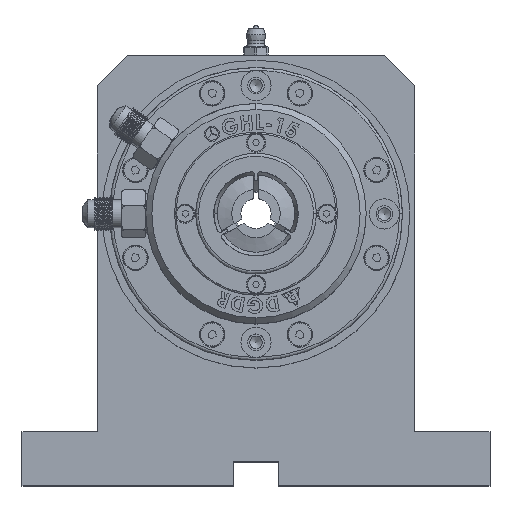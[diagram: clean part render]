
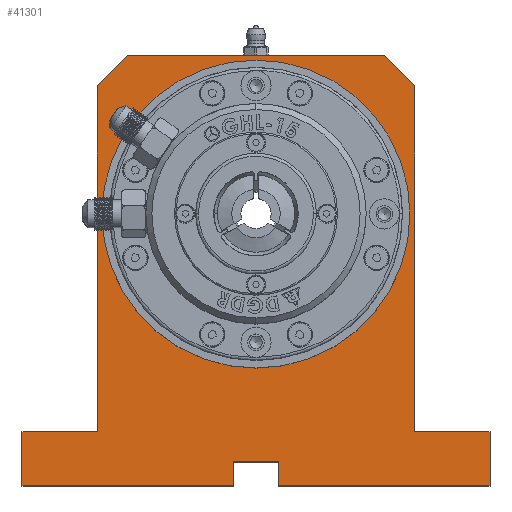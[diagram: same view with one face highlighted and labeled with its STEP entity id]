
A CAD part, top view. The second image highlights one B-rep face of the part: STEP entity #41301.
In plain terms, the highlighted planar face has unit normal (0, 0, 1).
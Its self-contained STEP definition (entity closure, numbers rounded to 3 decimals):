
#1219 = VECTOR ( 'NONE', #36788, 1000. ) ;
#1419 = CARTESIAN_POINT ( 'NONE',  ( 15.984, 80.708, 37.75 ) ) ;
#1656 = DIRECTION ( 'NONE',  ( 0., -1., 0. ) ) ;
#2087 = DIRECTION ( 'NONE',  ( 0., 0., 1. ) ) ;
#2309 = CARTESIAN_POINT ( 'NONE',  ( -114.016, -33.792, 37.75 ) ) ;
#2606 = CARTESIAN_POINT ( 'NONE',  ( -29.016, -43.792, 37.75 ) ) ;
#2614 = LINE ( 'NONE', #57898, #1219 ) ;
#2823 = VERTEX_POINT ( 'NONE', #76338 ) ;
#3043 = VECTOR ( 'NONE', #60898, 1000. ) ;
#3417 = CARTESIAN_POINT ( 'NONE',  ( -36.516, -51.792, 37.75 ) ) ;
#4543 = VERTEX_POINT ( 'NONE', #65466 ) ;
#4810 = CARTESIAN_POINT ( 'NONE',  ( 15.984, 80.708, 37.75 ) ) ;
#5393 = LINE ( 'NONE', #12142, #14311 ) ;
#6642 = EDGE_CURVE ( 'NONE', #60975, #42932, #42711, .T. ) ;
#7359 = ORIENTED_EDGE ( 'NONE', *, *, #70897, .T. ) ;
#9106 = ORIENTED_EDGE ( 'NONE', *, *, #22723, .T. ) ;
#9791 = VERTEX_POINT ( 'NONE', #2309 ) ;
#10411 = ORIENTED_EDGE ( 'NONE', *, *, #62706, .T. ) ;
#10557 = EDGE_CURVE ( 'NONE', #34976, #48634, #63259, .T. ) ;
#10912 = CARTESIAN_POINT ( 'NONE',  ( 40.984, -33.792, 37.75 ) ) ;
#12142 = CARTESIAN_POINT ( 'NONE',  ( -89.016, 80.708, 37.75 ) ) ;
#12189 = EDGE_CURVE ( 'NONE', #33709, #59851, #5393, .T. ) ;
#12524 = CARTESIAN_POINT ( 'NONE',  ( -114.016, -33.792, 37.75 ) ) ;
#14311 = VECTOR ( 'NONE', #39610, 1000. ) ;
#14677 = DIRECTION ( 'NONE',  ( 1., 0., 0. ) ) ;
#14680 = VERTEX_POINT ( 'NONE', #50888 ) ;
#15114 = DIRECTION ( 'NONE',  ( 0., 0., -1. ) ) ;
#15220 = EDGE_CURVE ( 'NONE', #29644, #29644, #41173, .T. ) ;
#15434 = LINE ( 'NONE', #36131, #59203 ) ;
#16428 = DIRECTION ( 'NONE',  ( 1., 0., 0. ) ) ;
#17764 = EDGE_CURVE ( 'NONE', #65057, #54798, #32708, .T. ) ;
#17907 = CARTESIAN_POINT ( 'NONE',  ( 40.984, -33.792, 37.75 ) ) ;
#18215 = VECTOR ( 'NONE', #38047, 1000. ) ;
#18641 = LINE ( 'NONE', #1419, #22352 ) ;
#18933 = EDGE_CURVE ( 'NONE', #2823, #14680, #18641, .T. ) ;
#22352 = VECTOR ( 'NONE', #48684, 1000. ) ;
#22458 = ORIENTED_EDGE ( 'NONE', *, *, #29527, .T. ) ;
#22723 = EDGE_CURVE ( 'NONE', #59851, #9791, #15434, .T. ) ;
#23479 = DIRECTION ( 'NONE',  ( -1., 0., 0. ) ) ;
#25842 = CARTESIAN_POINT ( 'NONE',  ( -79.016, 90.708, 37.75 ) ) ;
#28742 = VECTOR ( 'NONE', #67330, 1000. ) ;
#28809 = EDGE_CURVE ( 'NONE', #14680, #42753, #32144, .T. ) ;
#29203 = CARTESIAN_POINT ( 'NONE',  ( -29.016, -51.792, 37.75 ) ) ;
#29527 = EDGE_CURVE ( 'NONE', #60975, #4543, #46571, .T. ) ;
#29644 = VERTEX_POINT ( 'NONE', #44536 ) ;
#30918 = LINE ( 'NONE', #79935, #67472 ) ;
#31674 = CARTESIAN_POINT ( 'NONE',  ( -29.016, -43.792, 37.75 ) ) ;
#31956 = EDGE_CURVE ( 'NONE', #42627, #48634, #2614, .T. ) ;
#32144 = LINE ( 'NONE', #25842, #85461 ) ;
#32708 = LINE ( 'NONE', #17907, #72525 ) ;
#33111 = ORIENTED_EDGE ( 'NONE', *, *, #10557, .F. ) ;
#33709 = VERTEX_POINT ( 'NONE', #55425 ) ;
#34325 = LINE ( 'NONE', #42009, #73695 ) ;
#34976 = VERTEX_POINT ( 'NONE', #77810 ) ;
#36131 = CARTESIAN_POINT ( 'NONE',  ( -89.016, -33.792, 37.75 ) ) ;
#36713 = PLANE ( 'NONE',  #57803 ) ;
#36788 = DIRECTION ( 'NONE',  ( 1., 0., 0. ) ) ;
#37089 = ORIENTED_EDGE ( 'NONE', *, *, #15220, .T. ) ;
#37179 = FACE_OUTER_BOUND ( 'NONE', #53582, .T. ) ;
#37418 = VECTOR ( 'NONE', #88531, 1000. ) ;
#38047 = DIRECTION ( 'NONE',  ( 0., 1., 0. ) ) ;
#38632 = EDGE_CURVE ( 'NONE', #4543, #65057, #65787, .T. ) ;
#39610 = DIRECTION ( 'NONE',  ( 0., -1., 0. ) ) ;
#40456 = CARTESIAN_POINT ( 'NONE',  ( -114.016, -51.792, 37.75 ) ) ;
#41173 = CIRCLE ( 'NONE', #64101, 45. ) ;
#41301 = ADVANCED_FACE ( 'NONE', ( #43025, #37179 ), #36713, .T. ) ;
#41340 = ORIENTED_EDGE ( 'NONE', *, *, #38632, .T. ) ;
#42009 = CARTESIAN_POINT ( 'NONE',  ( -44.016, -43.792, 37.75 ) ) ;
#42606 = DIRECTION ( 'NONE',  ( 0., 1., 0. ) ) ;
#42627 = VERTEX_POINT ( 'NONE', #40456 ) ;
#42711 = LINE ( 'NONE', #31674, #18215 ) ;
#42750 = ORIENTED_EDGE ( 'NONE', *, *, #28809, .T. ) ;
#42753 = VERTEX_POINT ( 'NONE', #50274 ) ;
#42927 = DIRECTION ( 'NONE',  ( -1., 0., 0. ) ) ;
#42932 = VERTEX_POINT ( 'NONE', #2606 ) ;
#43025 = FACE_BOUND ( 'NONE', #81977, .T. ) ;
#44008 = ORIENTED_EDGE ( 'NONE', *, *, #12189, .T. ) ;
#44536 = CARTESIAN_POINT ( 'NONE',  ( 8.484, 38.208, 37.75 ) ) ;
#45810 = CARTESIAN_POINT ( 'NONE',  ( -44.016, -51.792, 37.75 ) ) ;
#46041 = ORIENTED_EDGE ( 'NONE', *, *, #18933, .T. ) ;
#46239 = CARTESIAN_POINT ( 'NONE',  ( -36.516, 38.208, 37.75 ) ) ;
#46469 = EDGE_CURVE ( 'NONE', #42753, #33709, #30918, .T. ) ;
#46571 = LINE ( 'NONE', #87898, #3043 ) ;
#48634 = VERTEX_POINT ( 'NONE', #45810 ) ;
#48684 = DIRECTION ( 'NONE',  ( -0.707, 0.707, 0. ) ) ;
#49806 = CARTESIAN_POINT ( 'NONE',  ( -44.016, -43.792, 37.75 ) ) ;
#49935 = VECTOR ( 'NONE', #1656, 1000. ) ;
#50274 = CARTESIAN_POINT ( 'NONE',  ( -79.016, 90.708, 37.75 ) ) ;
#50888 = CARTESIAN_POINT ( 'NONE',  ( 5.984, 90.708, 37.75 ) ) ;
#52969 = DIRECTION ( 'NONE',  ( -0.707, -0.707, 0. ) ) ;
#53463 = LINE ( 'NONE', #12524, #37418 ) ;
#53582 = EDGE_LOOP ( 'NONE', ( #82053, #22458, #41340, #80545, #10411, #46041, #42750, #88998, #44008, #9106, #7359, #80008, #33111, #59190 ) ) ;
#54798 = VERTEX_POINT ( 'NONE', #70307 ) ;
#55425 = CARTESIAN_POINT ( 'NONE',  ( -89.016, 80.708, 37.75 ) ) ;
#57803 = AXIS2_PLACEMENT_3D ( 'NONE', #3417, #2087, #16428 ) ;
#57898 = CARTESIAN_POINT ( 'NONE',  ( 40.984, -51.792, 37.75 ) ) ;
#58601 = CARTESIAN_POINT ( 'NONE',  ( 40.984, -33.792, 37.75 ) ) ;
#59190 = ORIENTED_EDGE ( 'NONE', *, *, #66950, .F. ) ;
#59203 = VECTOR ( 'NONE', #42927, 1000. ) ;
#59851 = VERTEX_POINT ( 'NONE', #73404 ) ;
#60898 = DIRECTION ( 'NONE',  ( 1., 0., 0. ) ) ;
#60975 = VERTEX_POINT ( 'NONE', #29203 ) ;
#62706 = EDGE_CURVE ( 'NONE', #54798, #2823, #74102, .T. ) ;
#63259 = LINE ( 'NONE', #49806, #49935 ) ;
#63951 = VECTOR ( 'NONE', #42606, 1000. ) ;
#64101 = AXIS2_PLACEMENT_3D ( 'NONE', #46239, #15114, #14677 ) ;
#65057 = VERTEX_POINT ( 'NONE', #10912 ) ;
#65466 = CARTESIAN_POINT ( 'NONE',  ( 40.984, -51.792, 37.75 ) ) ;
#65787 = LINE ( 'NONE', #58601, #63951 ) ;
#66950 = EDGE_CURVE ( 'NONE', #42932, #34976, #34325, .T. ) ;
#67330 = DIRECTION ( 'NONE',  ( 0., 1., 0. ) ) ;
#67472 = VECTOR ( 'NONE', #52969, 1000. ) ;
#70307 = CARTESIAN_POINT ( 'NONE',  ( 15.984, -33.792, 37.75 ) ) ;
#70897 = EDGE_CURVE ( 'NONE', #9791, #42627, #53463, .T. ) ;
#72525 = VECTOR ( 'NONE', #87158, 1000. ) ;
#73404 = CARTESIAN_POINT ( 'NONE',  ( -89.016, -33.792, 37.75 ) ) ;
#73695 = VECTOR ( 'NONE', #23479, 1000. ) ;
#74102 = LINE ( 'NONE', #4810, #28742 ) ;
#76338 = CARTESIAN_POINT ( 'NONE',  ( 15.984, 80.708, 37.75 ) ) ;
#77810 = CARTESIAN_POINT ( 'NONE',  ( -44.016, -43.792, 37.75 ) ) ;
#79408 = DIRECTION ( 'NONE',  ( -1., 0., 0. ) ) ;
#79935 = CARTESIAN_POINT ( 'NONE',  ( -89.016, 80.708, 37.75 ) ) ;
#80008 = ORIENTED_EDGE ( 'NONE', *, *, #31956, .T. ) ;
#80545 = ORIENTED_EDGE ( 'NONE', *, *, #17764, .T. ) ;
#81977 = EDGE_LOOP ( 'NONE', ( #37089 ) ) ;
#82053 = ORIENTED_EDGE ( 'NONE', *, *, #6642, .F. ) ;
#85461 = VECTOR ( 'NONE', #79408, 1000. ) ;
#87158 = DIRECTION ( 'NONE',  ( -1., 0., 0. ) ) ;
#87898 = CARTESIAN_POINT ( 'NONE',  ( 40.984, -51.792, 37.75 ) ) ;
#88531 = DIRECTION ( 'NONE',  ( 0., -1., 0. ) ) ;
#88998 = ORIENTED_EDGE ( 'NONE', *, *, #46469, .T. ) ;
